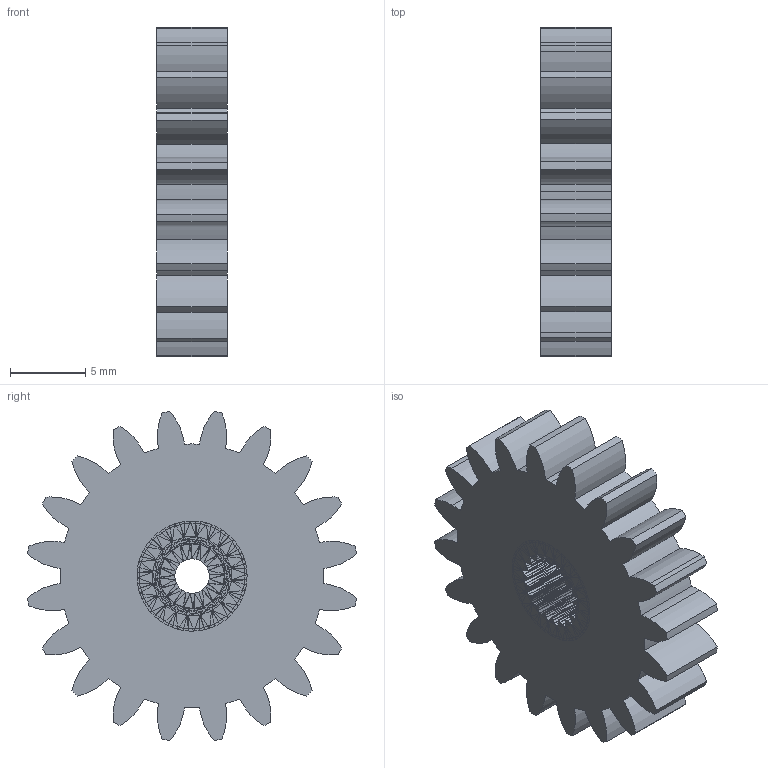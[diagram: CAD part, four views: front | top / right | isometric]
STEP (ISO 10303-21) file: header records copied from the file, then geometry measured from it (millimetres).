
FILE_DESCRIPTION (( 'STEP AP214' ), '1' );
FILE_NAME ('Piñón completo V2.STEP', '2024-05-11T15:23:39', ( '' ), ( '' ), 'SwSTEP 2.0', 'SolidWorks 2022', '' );
FILE_SCHEMA (( 'AUTOMOTIVE_DESIGN' ));
Length unit declared in the file: millimetre
Products named in the file (3): acople servo_Predeterminado; PiñónV2_DIN - Spur gear 1M 20T 20PA 5FW ---S20A75H50L8N; Piñón completo V2
Assembly tree (2 placements, depth 2):
  Piñón completo V2
    PiñónV2_DIN - Spur gear 1M 20T 20PA 5FW ---S20A75H50L8N
    acople servo_Predeterminado
Bounding box: 4.7 x 21.8 x 21.8 mm (x, y, z)
Volume: 1374.2 mm3; surface area: 1501.8 mm2
Topology: 2 solids, 2 shells, 1537 faces, 2433 edges, 898 vertices
Faces by surface type: plane 1450, cylinder 87
Entity records: 31423 total; most frequent: DIRECTION 5691, CARTESIAN_POINT 4873, ORIENTED_EDGE 4866, EDGE_CURVE 2433, VECTOR 2259, LINE 2259, AXIS2_PLACEMENT_3D 1716, EDGE_LOOP 1539
